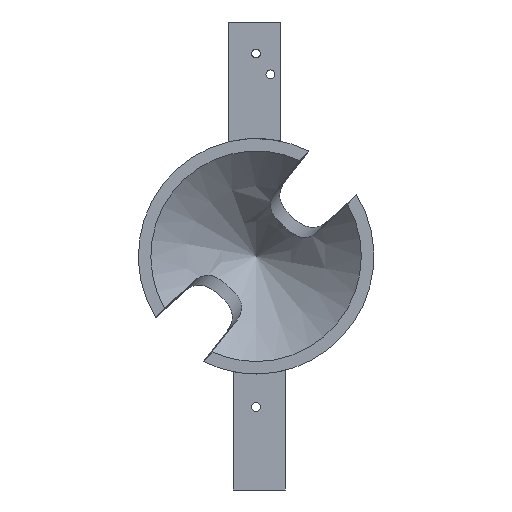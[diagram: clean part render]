
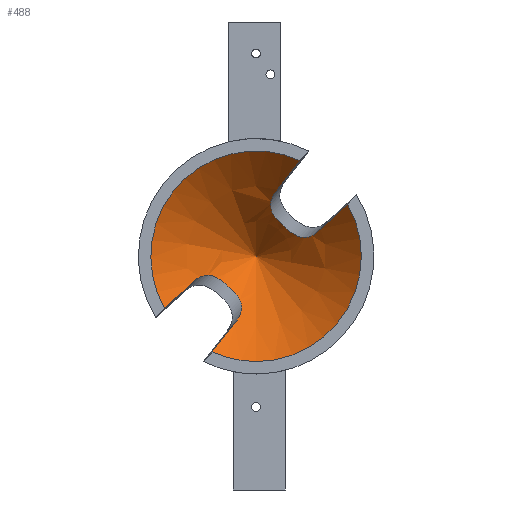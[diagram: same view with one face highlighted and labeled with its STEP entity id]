
A CAD part, top view. The second image highlights one B-rep face of the part: STEP entity #488.
In plain terms, the highlighted conical face has half-angle 45 degrees and reference radius 37.879 mm.
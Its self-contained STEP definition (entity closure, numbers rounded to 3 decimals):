
#14=CONICAL_SURFACE('',#541,37.879,0.785);
#21=(
BOUNDED_CURVE()
B_SPLINE_CURVE(2,(#814,#815,#816),.UNSPECIFIED.,.F.,.F.)
B_SPLINE_CURVE_WITH_KNOTS((3,3),(0.,1.72),.UNSPECIFIED.)
CURVE()
GEOMETRIC_REPRESENTATION_ITEM()
RATIONAL_B_SPLINE_CURVE((1.,1.024,1.))
REPRESENTATION_ITEM('')
);
#23=(
BOUNDED_CURVE()
B_SPLINE_CURVE(2,(#827,#828,#829),.UNSPECIFIED.,.F.,.F.)
B_SPLINE_CURVE_WITH_KNOTS((3,3),(0.,1.72),.UNSPECIFIED.)
CURVE()
GEOMETRIC_REPRESENTATION_ITEM()
RATIONAL_B_SPLINE_CURVE((1.,1.024,1.))
REPRESENTATION_ITEM('')
);
#25=(
BOUNDED_CURVE()
B_SPLINE_CURVE(2,(#840,#841,#842),.UNSPECIFIED.,.F.,.F.)
B_SPLINE_CURVE_WITH_KNOTS((3,3),(0.,1.732),.UNSPECIFIED.)
CURVE()
GEOMETRIC_REPRESENTATION_ITEM()
RATIONAL_B_SPLINE_CURVE((1.,1.024,1.))
REPRESENTATION_ITEM('')
);
#27=(
BOUNDED_CURVE()
B_SPLINE_CURVE(2,(#900,#901,#902),.UNSPECIFIED.,.F.,.F.)
B_SPLINE_CURVE_WITH_KNOTS((3,3),(0.,1.732),.UNSPECIFIED.)
CURVE()
GEOMETRIC_REPRESENTATION_ITEM()
RATIONAL_B_SPLINE_CURVE((1.,1.024,1.))
REPRESENTATION_ITEM('')
);
#31=B_SPLINE_CURVE_WITH_KNOTS('',3,(#868,#869,#870,#871,#872,#873,#874,
#875,#876,#877,#878,#879,#880,#881,#882,#883,#884,#885,#886,#887,#888,#889,
#890),.UNSPECIFIED.,.F.,.F.,(4,2,2,2,2,2,2,2,2,3,4),(-2.89,
-2.319,-2.007,-1.696,-1.428,
-1.159,-0.891,-0.623,-0.312,
0.,0.582),.UNSPECIFIED.);
#33=B_SPLINE_CURVE_WITH_KNOTS('',3,(#928,#929,#930,#931,#932,#933,#934,
#935,#936,#937,#938,#939,#940,#941,#942,#943,#944,#945,#946,#947,#948,#949,
#950),.UNSPECIFIED.,.F.,.F.,(4,3,2,2,2,2,2,2,2,2,4),(-0.582,
0.,0.312,0.623,0.891,1.159,
1.428,1.696,2.007,2.319,2.89),
 .UNSPECIFIED.);
#80=FACE_OUTER_BOUND('',#111,.T.);
#111=EDGE_LOOP('',(#420,#421,#422,#423,#424,#425,#426,#427,#428,#429,#430));
#146=LINE('',#956,#179);
#179=VECTOR('',#659,40.);
#198=CIRCLE('',#542,35.757);
#199=CIRCLE('',#543,35.757);
#200=CIRCLE('',#544,35.757);
#234=VERTEX_POINT('',#811);
#235=VERTEX_POINT('',#813);
#238=VERTEX_POINT('',#824);
#239=VERTEX_POINT('',#826);
#242=VERTEX_POINT('',#837);
#243=VERTEX_POINT('',#839);
#246=VERTEX_POINT('',#897);
#247=VERTEX_POINT('',#899);
#248=VERTEX_POINT('',#953);
#249=VERTEX_POINT('',#955);
#295=EDGE_CURVE('',#235,#234,#21,.T.);
#299=EDGE_CURVE('',#239,#238,#23,.T.);
#303=EDGE_CURVE('',#243,#242,#25,.T.);
#306=EDGE_CURVE('',#242,#235,#31,.T.);
#309=EDGE_CURVE('',#247,#246,#27,.T.);
#312=EDGE_CURVE('',#238,#247,#33,.T.);
#313=EDGE_CURVE('',#243,#246,#198,.T.);
#314=EDGE_CURVE('',#248,#234,#199,.T.);
#315=EDGE_CURVE('',#248,#249,#146,.T.);
#316=EDGE_CURVE('',#239,#248,#200,.T.);
#420=ORIENTED_EDGE('',*,*,#299,.T.);
#421=ORIENTED_EDGE('',*,*,#312,.T.);
#422=ORIENTED_EDGE('',*,*,#309,.T.);
#423=ORIENTED_EDGE('',*,*,#313,.F.);
#424=ORIENTED_EDGE('',*,*,#303,.T.);
#425=ORIENTED_EDGE('',*,*,#306,.T.);
#426=ORIENTED_EDGE('',*,*,#295,.T.);
#427=ORIENTED_EDGE('',*,*,#314,.F.);
#428=ORIENTED_EDGE('',*,*,#315,.T.);
#429=ORIENTED_EDGE('',*,*,#315,.F.);
#430=ORIENTED_EDGE('',*,*,#316,.F.);
#488=ADVANCED_FACE('',(#80),#14,.F.);
#541=AXIS2_PLACEMENT_3D('',#951,#653,#654);
#542=AXIS2_PLACEMENT_3D('',#952,#655,#656);
#543=AXIS2_PLACEMENT_3D('',#954,#657,#658);
#544=AXIS2_PLACEMENT_3D('',#957,#660,#661);
#653=DIRECTION('center_axis',(0.,0.,1.));
#654=DIRECTION('ref_axis',(0.,1.,0.));
#655=DIRECTION('center_axis',(0.,0.,-1.));
#656=DIRECTION('ref_axis',(0.,1.,0.));
#657=DIRECTION('center_axis',(0.,0.,-1.));
#658=DIRECTION('ref_axis',(0.,1.,0.));
#659=DIRECTION('',(0.,0.707,-0.707));
#660=DIRECTION('center_axis',(0.,0.,-1.));
#661=DIRECTION('ref_axis',(0.,1.,0.));
#811=CARTESIAN_POINT('',(-14.922,-32.495,13.46));
#813=CARTESIAN_POINT('',(-7.303,-22.699,1.548));
#814=CARTESIAN_POINT('Ctrl Pts',(-7.303,-22.699,1.548));
#815=CARTESIAN_POINT('Ctrl Pts',(-10.34,-26.59,6.182));
#816=CARTESIAN_POINT('Ctrl Pts',(-14.922,-32.495,13.46));
#824=CARTESIAN_POINT('',(21.976,9.254,1.548));
#826=CARTESIAN_POINT('',(31.071,17.697,13.46));
#827=CARTESIAN_POINT('Ctrl Pts',(31.071,17.697,13.46));
#828=CARTESIAN_POINT('Ctrl Pts',(25.587,12.618,6.182));
#829=CARTESIAN_POINT('Ctrl Pts',(21.976,9.254,1.548));
#837=CARTESIAN_POINT('',(-21.919,-9.192,1.471));
#839=CARTESIAN_POINT('',(-31.071,-17.696,13.46));
#840=CARTESIAN_POINT('Ctrl Pts',(-31.071,-17.696,13.46));
#841=CARTESIAN_POINT('Ctrl Pts',(-25.546,-12.574,6.123));
#842=CARTESIAN_POINT('Ctrl Pts',(-21.919,-9.192,1.471));
#868=CARTESIAN_POINT('Ctrl Pts',(-21.919,-9.192,1.471));
#869=CARTESIAN_POINT('Ctrl Pts',(-20.904,-8.096,0.111));
#870=CARTESIAN_POINT('Ctrl Pts',(-19.733,-7.236,-1.28));
#871=CARTESIAN_POINT('Ctrl Pts',(-17.78,-6.52,-3.36));
#872=CARTESIAN_POINT('Ctrl Pts',(-16.986,-6.367,-4.161));
#873=CARTESIAN_POINT('Ctrl Pts',(-15.341,-6.453,-5.658));
#874=CARTESIAN_POINT('Ctrl Pts',(-14.488,-6.698,-6.352));
#875=CARTESIAN_POINT('Ctrl Pts',(-12.995,-7.412,-7.35));
#876=CARTESIAN_POINT('Ctrl Pts',(-12.248,-7.888,-7.756));
#877=CARTESIAN_POINT('Ctrl Pts',(-10.769,-8.998,-8.292));
#878=CARTESIAN_POINT('Ctrl Pts',(-10.034,-9.627,-8.421));
#879=CARTESIAN_POINT('Ctrl Pts',(-8.716,-10.835,-8.421));
#880=CARTESIAN_POINT('Ctrl Pts',(-8.025,-11.513,-8.292));
#881=CARTESIAN_POINT('Ctrl Pts',(-6.79,-12.889,-7.756));
#882=CARTESIAN_POINT('Ctrl Pts',(-6.251,-13.591,-7.35));
#883=CARTESIAN_POINT('Ctrl Pts',(-5.41,-15.016,-6.352));
#884=CARTESIAN_POINT('Ctrl Pts',(-5.092,-15.845,-5.658));
#885=CARTESIAN_POINT('Ctrl Pts',(-4.862,-17.476,-4.161));
#886=CARTESIAN_POINT('Ctrl Pts',(-4.945,-18.28,-3.36));
#887=CARTESIAN_POINT('Ctrl Pts',(-5.137,-18.989,-2.626));
#888=CARTESIAN_POINT('Ctrl Pts',(-5.495,-20.313,-1.254));
#889=CARTESIAN_POINT('Ctrl Pts',(-6.271,-21.577,0.163));
#890=CARTESIAN_POINT('Ctrl Pts',(-7.303,-22.699,1.548));
#897=CARTESIAN_POINT('',(14.921,32.495,13.46));
#899=CARTESIAN_POINT('',(7.246,22.637,1.471));
#900=CARTESIAN_POINT('Ctrl Pts',(7.246,22.637,1.471));
#901=CARTESIAN_POINT('Ctrl Pts',(10.3,26.544,6.123));
#902=CARTESIAN_POINT('Ctrl Pts',(14.921,32.495,13.46));
#928=CARTESIAN_POINT('Ctrl Pts',(21.976,9.254,1.548));
#929=CARTESIAN_POINT('Ctrl Pts',(20.948,8.128,0.163));
#930=CARTESIAN_POINT('Ctrl Pts',(19.757,7.245,-1.254));
#931=CARTESIAN_POINT('Ctrl Pts',(18.469,6.773,-2.626));
#932=CARTESIAN_POINT('Ctrl Pts',(17.78,6.52,-3.36));
#933=CARTESIAN_POINT('Ctrl Pts',(16.986,6.367,-4.161));
#934=CARTESIAN_POINT('Ctrl Pts',(15.341,6.453,-5.658));
#935=CARTESIAN_POINT('Ctrl Pts',(14.488,6.698,-6.352));
#936=CARTESIAN_POINT('Ctrl Pts',(12.995,7.412,-7.35));
#937=CARTESIAN_POINT('Ctrl Pts',(12.248,7.888,-7.756));
#938=CARTESIAN_POINT('Ctrl Pts',(10.769,8.998,-8.292));
#939=CARTESIAN_POINT('Ctrl Pts',(10.034,9.627,-8.421));
#940=CARTESIAN_POINT('Ctrl Pts',(8.716,10.835,-8.421));
#941=CARTESIAN_POINT('Ctrl Pts',(8.025,11.513,-8.292));
#942=CARTESIAN_POINT('Ctrl Pts',(6.79,12.889,-7.756));
#943=CARTESIAN_POINT('Ctrl Pts',(6.251,13.591,-7.35));
#944=CARTESIAN_POINT('Ctrl Pts',(5.41,15.016,-6.352));
#945=CARTESIAN_POINT('Ctrl Pts',(5.092,15.845,-5.658));
#946=CARTESIAN_POINT('Ctrl Pts',(4.862,17.476,-4.161));
#947=CARTESIAN_POINT('Ctrl Pts',(4.945,18.28,-3.36));
#948=CARTESIAN_POINT('Ctrl Pts',(5.489,20.289,-1.28));
#949=CARTESIAN_POINT('Ctrl Pts',(6.243,21.53,0.111));
#950=CARTESIAN_POINT('Ctrl Pts',(7.246,22.637,1.471));
#951=CARTESIAN_POINT('Origin',(0.,0.,15.581));
#952=CARTESIAN_POINT('Origin',(0.,0.,13.46));
#953=CARTESIAN_POINT('',(0.,-35.757,13.46));
#954=CARTESIAN_POINT('Origin',(0.,0.,13.46));
#955=CARTESIAN_POINT('',(0.,0.,-22.297));
#956=CARTESIAN_POINT('',(0.,-37.879,15.581));
#957=CARTESIAN_POINT('Origin',(0.,0.,13.46));
